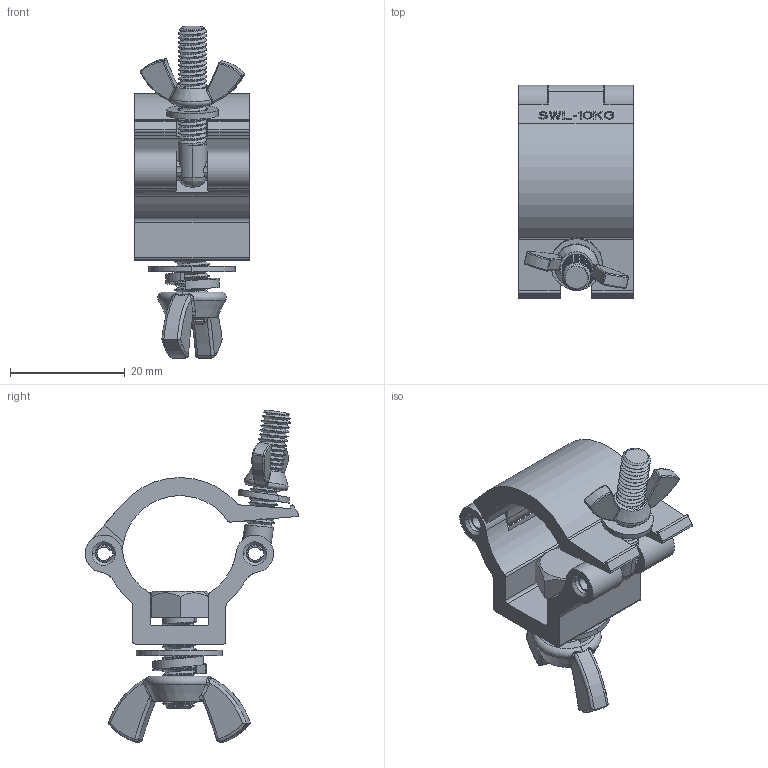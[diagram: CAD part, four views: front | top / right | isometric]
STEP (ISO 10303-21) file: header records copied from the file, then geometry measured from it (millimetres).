
FILE_DESCRIPTION(/* description */ ('','CAx-IF Rec.Pracs.---Representation and Presentation of Product Manufacturing Information (PMI)---4.0---2014-10-13'),/* implementation_level */ '2;1');
FILE_NAME(/* name */ 'CJS2001-MINI360F14.stp',/* time_stamp */ '2020-03-27T11:20:45-07:00',/* author */ ('TheDanny'),/* organization */ (''),/* preprocessor_version */ 'ST-DEVELOPER v17.2',/* originating_system */ 'Autodesk Inventor 2019',/* authorisation */ '');
FILE_SCHEMA (('AP242_MANAGED_MODEL_BASED_3D_ENGINEERING_MIM_LF { 1 0 10303 442 1 1 4 }'));
Length unit declared in the file: inch
Products named in the file (12): CJS2001-MINI360F14; CJS2001-MINI360F141; CJS2001-MINI360F142; CJS2001-MINI360F143; CJS2001-MINI360F144; CJS2001-MINI360F145; CJS2001-MINI360F146; CJS2001-MINI360F147; CJS2001-MINI360F148; CJS2001-MINI360F149; CJS2001-MINI360F1410; CJS2001-MINI360F1411
Assembly tree (11 placements, depth 2):
  CJS2001-MINI360F14
    CJS2001-MINI360F141
    CJS2001-MINI360F142
    CJS2001-MINI360F143
    CJS2001-MINI360F144
    CJS2001-MINI360F145
    CJS2001-MINI360F146
    CJS2001-MINI360F147
    CJS2001-MINI360F148
    CJS2001-MINI360F149
    CJS2001-MINI360F1410
    CJS2001-MINI360F1411
Bounding box: 20 x 37.17 x 57.74 mm (x, y, z)
Volume: 7620 mm3; surface area: 8650.6 mm2
Topology: 11 solids, 11 shells, 592 faces, 1571 edges, 1010 vertices
Faces by surface type: plane 265, cylinder 173, bspline 86, torus 28, cone 26, sphere 14
Entity records: 33254 total; most frequent: CARTESIAN_POINT 18005, ORIENTED_EDGE 3142, DIRECTION 2833, EDGE_CURVE 1571, VERTEX_POINT 1010, AXIS2_PLACEMENT_3D 977, LINE 879, VECTOR 879
